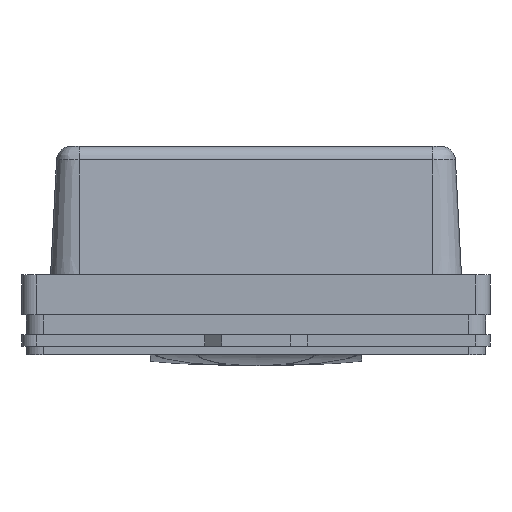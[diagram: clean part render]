
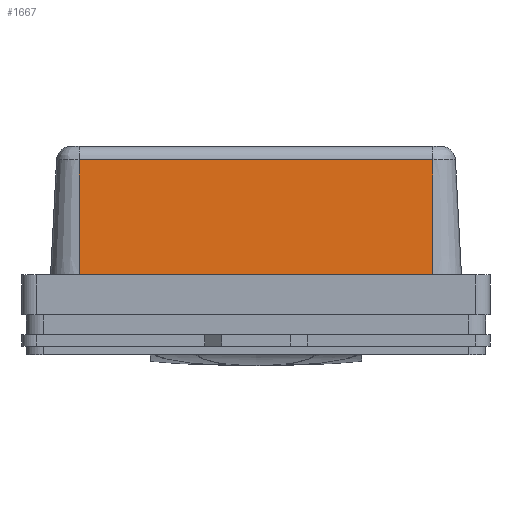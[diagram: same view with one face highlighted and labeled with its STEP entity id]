
A CAD part, left-side view. The second image highlights one B-rep face of the part: STEP entity #1667.
In plain terms, the highlighted planar face has unit normal (-0.999, 0, 0.052).
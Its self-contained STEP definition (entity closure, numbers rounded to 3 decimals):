
#244=FACE_OUTER_BOUND('',#343,.T.);
#343=EDGE_LOOP('',(#1299,#1300,#1301,#1302));
#437=LINE('',#3620,#556);
#441=LINE('',#3657,#560);
#450=LINE('',#3681,#569);
#451=LINE('',#3684,#570);
#556=VECTOR('',#2006,10.);
#560=VECTOR('',#2028,10.);
#569=VECTOR('',#2055,10.);
#570=VECTOR('',#2060,10.);
#722=VERTEX_POINT('',#3610);
#724=VERTEX_POINT('',#3616);
#731=VERTEX_POINT('',#3655);
#737=VERTEX_POINT('',#3680);
#919=EDGE_CURVE('',#722,#724,#437,.T.);
#930=EDGE_CURVE('',#731,#722,#441,.T.);
#941=EDGE_CURVE('',#737,#724,#450,.T.);
#943=EDGE_CURVE('',#737,#731,#451,.T.);
#1299=ORIENTED_EDGE('',*,*,#919,.F.);
#1300=ORIENTED_EDGE('',*,*,#930,.F.);
#1301=ORIENTED_EDGE('',*,*,#943,.F.);
#1302=ORIENTED_EDGE('',*,*,#941,.T.);
#1590=PLANE('',#1803);
#1667=ADVANCED_FACE('',(#244),#1590,.T.);
#1803=AXIS2_PLACEMENT_3D('',#3683,#2058,#2059);
#2006=DIRECTION('',(0.,-1.,0.));
#2028=DIRECTION('',(0.052,0.,0.999));
#2055=DIRECTION('',(0.052,0.,0.999));
#2058=DIRECTION('center_axis',(-0.999,0.,0.052));
#2059=DIRECTION('ref_axis',(0.,-1.,0.));
#2060=DIRECTION('',(0.,1.,0.));
#3610=CARTESIAN_POINT('',(-3.494,3.1,3.063));
#3616=CARTESIAN_POINT('',(-3.494,-3.1,3.063));
#3620=CARTESIAN_POINT('',(-3.494,1.55,3.063));
#3655=CARTESIAN_POINT('',(-3.6,3.1,1.05));
#3657=CARTESIAN_POINT('',(-3.6,3.1,1.05));
#3680=CARTESIAN_POINT('',(-3.6,-3.1,1.05));
#3681=CARTESIAN_POINT('',(-3.6,-3.1,1.05));
#3683=CARTESIAN_POINT('Origin',(-3.6,3.1,1.05));
#3684=CARTESIAN_POINT('',(-3.6,1.55,1.05));
